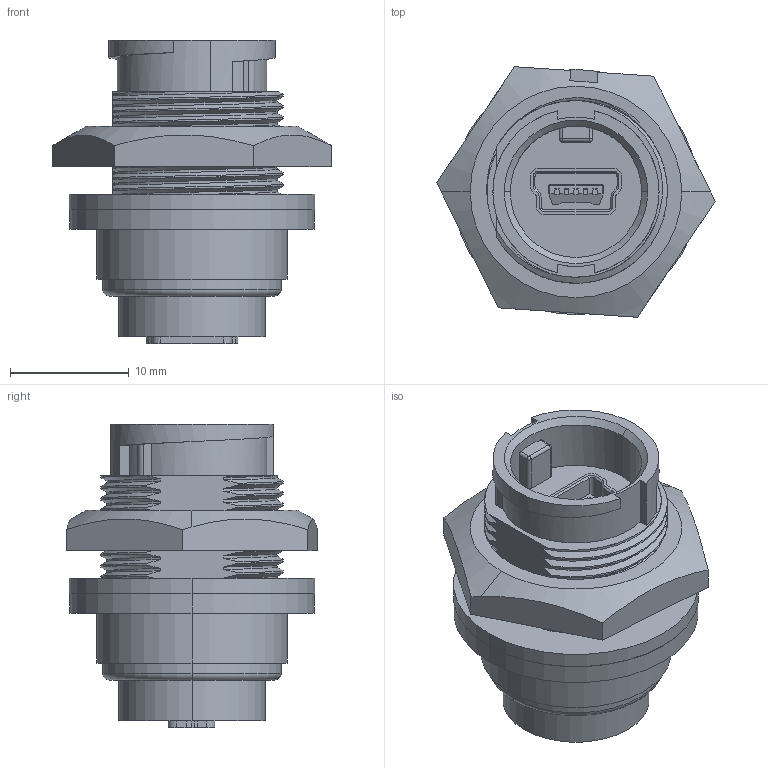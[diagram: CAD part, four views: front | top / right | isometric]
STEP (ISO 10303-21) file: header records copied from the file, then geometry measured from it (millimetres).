
FILE_DESCRIPTION (( 'STEP AP203' ), '1' );
FILE_NAME ('DCP-USBNB-USBN.STEP', '2013-03-08T15:04:04', ( 'J0FPBF1' ), ( '' ), 'SwSTEP 2.0', 'SolidWorks 2012', '' );
FILE_SCHEMA (( 'CONFIG_CONTROL_DESIGN' ));
Length unit declared in the file: inch
Products named in the file (1): DCP-USBNB-USBN
Bounding box: 23.41 x 21.07 x 25.49 mm (x, y, z)
Volume: 4441.3 mm3; surface area: 3509.5 mm2
Topology: 2 solids, 2 shells, 318 faces, 863 edges, 560 vertices
Faces by surface type: plane 172, cylinder 87, bspline 35, cone 20, torus 2, sphere 2
Entity records: 22556 total; most frequent: CARTESIAN_POINT 14887, ORIENTED_EDGE 1722, DIRECTION 1411, EDGE_CURVE 861, VECTOR 561, LINE 561, VERTEX_POINT 560, AXIS2_PLACEMENT_3D 425
